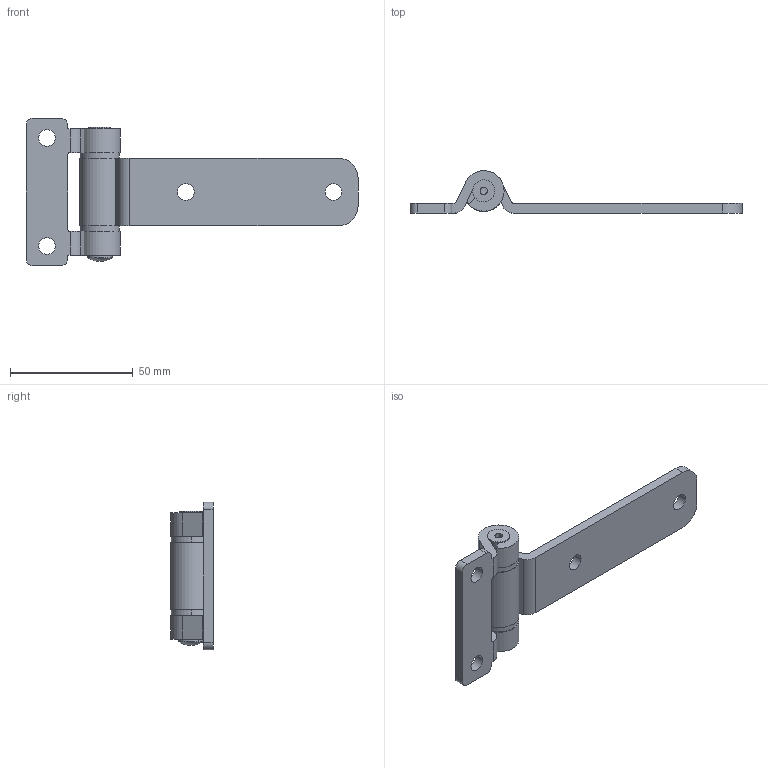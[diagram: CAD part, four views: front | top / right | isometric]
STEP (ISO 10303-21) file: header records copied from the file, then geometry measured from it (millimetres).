
FILE_DESCRIPTION (( 'STEP AP203' ), '1' );
FILE_NAME ('MY60135.2.1.4.STEP', '2022-06-13T11:30:27', ( '' ), ( '' ), 'SwSTEP 2.0', 'SolidWorks 2021', '' );
FILE_SCHEMA (( 'CONFIG_CONTROL_DESIGN' ));
Length unit declared in the file: millimetre
Products named in the file (1): MY60135.2.1.4
Bounding box: 135 x 17.22 x 60 mm (x, y, z)
Surface area: 15664.2 mm2 (no closed solid volume)
Topology: 0 solids, 7 shells, 71 faces, 194 edges, 132 vertices
Faces by surface type: cylinder 39, plane 31, sphere 1
Entity records: 2377 total; most frequent: DIRECTION 422, CARTESIAN_POINT 410, ORIENTED_EDGE 366, EDGE_CURVE 194, AXIS2_PLACEMENT_3D 160, VERTEX_POINT 132, VECTOR 102, LINE 102
